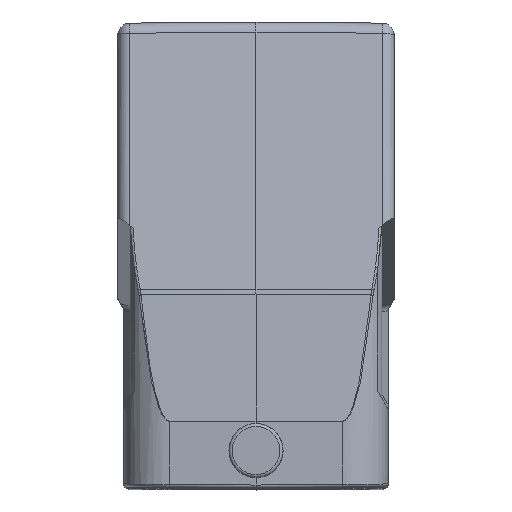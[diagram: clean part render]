
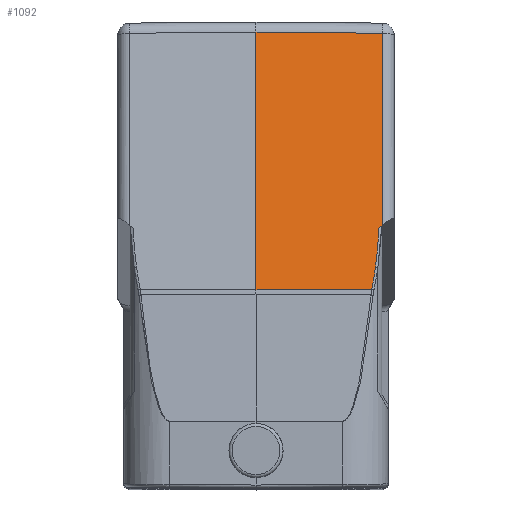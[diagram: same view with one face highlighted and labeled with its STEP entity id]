
A CAD part, top view. The second image highlights one B-rep face of the part: STEP entity #1092.
In plain terms, the highlighted planar face has unit normal (0.009, 0.174, 0.985).
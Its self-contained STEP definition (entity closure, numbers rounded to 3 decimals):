
#375=ELLIPSE('',#9500,40.313,7.);
#1092=ADVANCED_FACE('',(#1795),#1333,.T.);
#1333=PLANE('',#9501);
#1795=FACE_OUTER_BOUND('',#2339,.T.);
#2339=EDGE_LOOP('',(#6218,#6219,#6220,#6221,#6222,#6223,#6224));
#3091=LINE('',#16020,#3792);
#3092=LINE('',#16024,#3793);
#3144=LINE('',#16398,#3845);
#3145=LINE('',#16400,#3846);
#3146=LINE('',#16402,#3847);
#3792=VECTOR('',#11679,1.);
#3793=VECTOR('',#11684,1.);
#3845=VECTOR('',#11920,1.);
#3846=VECTOR('',#11923,1.);
#3847=VECTOR('',#11924,1.);
#6218=ORIENTED_EDGE('',*,*,#8225,.F.);
#6219=ORIENTED_EDGE('',*,*,#8220,.F.);
#6220=ORIENTED_EDGE('',*,*,#8218,.T.);
#6221=ORIENTED_EDGE('',*,*,#8331,.F.);
#6222=ORIENTED_EDGE('',*,*,#8332,.F.);
#6223=ORIENTED_EDGE('',*,*,#8333,.T.);
#6224=ORIENTED_EDGE('',*,*,#8334,.F.);
#7050=VERTEX_POINT('',#16017);
#7051=VERTEX_POINT('',#16021);
#7052=VERTEX_POINT('',#16025);
#7055=VERTEX_POINT('',#16050);
#7106=VERTEX_POINT('',#16368);
#7114=VERTEX_POINT('',#16401);
#7115=VERTEX_POINT('',#16403);
#8218=EDGE_CURVE('',#7051,#7050,#3091,.T.);
#8220=EDGE_CURVE('',#7051,#7052,#3092,.T.);
#8225=EDGE_CURVE('',#7052,#7055,#8617,.T.);
#8331=EDGE_CURVE('',#7106,#7050,#3144,.T.);
#8332=EDGE_CURVE('',#7114,#7106,#3145,.T.);
#8333=EDGE_CURVE('',#7114,#7115,#3146,.T.);
#8334=EDGE_CURVE('',#7055,#7115,#375,.T.);
#8617=CIRCLE('',#9409,62.354);
#9409=AXIS2_PLACEMENT_3D('',#16055,#11689,#11690);
#9500=AXIS2_PLACEMENT_3D('',#16404,#11925,#11926);
#9501=AXIS2_PLACEMENT_3D('',#16405,#11927,#11928);
#11679=DIRECTION('',(0.,0.985,-0.174));
#11684=DIRECTION('',(-0.762,-0.637,0.119));
#11689=DIRECTION('',(-0.009,-0.174,-0.985));
#11690=DIRECTION('',(0.,-0.985,0.174));
#11920=DIRECTION('',(1.,-0.009,-0.007));
#11923=DIRECTION('',(0.,0.985,-0.174));
#11924=DIRECTION('',(1.,-0.001,-0.009));
#11925=DIRECTION('',(-0.009,-0.174,-0.985));
#11926=DIRECTION('',(0.002,-0.985,0.174));
#11927=DIRECTION('',(0.009,0.174,0.985));
#11928=DIRECTION('',(0.,-0.985,0.174));
#16017=CARTESIAN_POINT('',(20.517,19.584,50.546));
#16020=CARTESIAN_POINT('',(20.517,-11.704,56.062));
#16021=CARTESIAN_POINT('',(20.517,-11.704,56.062));
#16024=CARTESIAN_POINT('',(20.517,-11.704,56.062));
#16025=CARTESIAN_POINT('',(19.963,-12.168,56.149));
#16050=CARTESIAN_POINT('',(19.449,-18.497,57.27));
#16055=CARTESIAN_POINT('',(-42.366,-10.389,56.388));
#16368=CARTESIAN_POINT('',(0.,19.763,50.696));
#16398=CARTESIAN_POINT('',(0.,19.763,50.696));
#16400=CARTESIAN_POINT('',(0.,-22.153,58.087));
#16401=CARTESIAN_POINT('',(0.,-22.155,58.087));
#16402=CARTESIAN_POINT('',(0.017,-22.155,58.087));
#16403=CARTESIAN_POINT('',(18.848,-22.176,57.924));
#16404=CARTESIAN_POINT('',(14.004,6.729,52.87));
#16405=CARTESIAN_POINT('',(0.,21.415,50.404));
